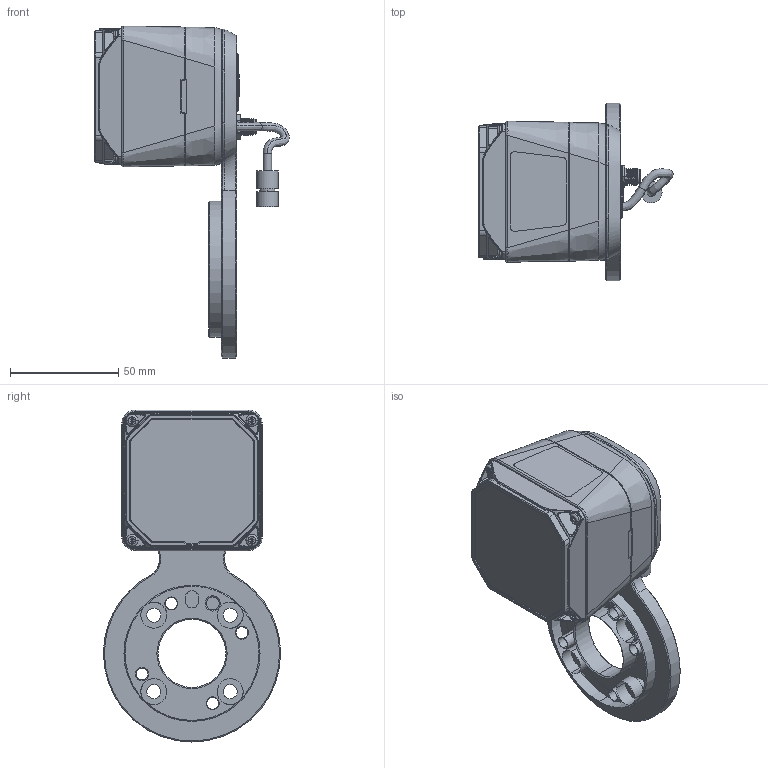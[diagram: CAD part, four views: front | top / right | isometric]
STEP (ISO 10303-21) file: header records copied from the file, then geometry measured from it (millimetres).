
FILE_DESCRIPTION((''),'2;1');
FILE_NAME('CRV-500-0001_ASM','2023-07-04T15:04:33',('Administrator'),(''),'CREO PARAMETRIC BY PTC INC, 2017260','CREO PARAMETRIC BY PTC INC, 2017260','');
FILE_SCHEMA(('CONFIG_CONTROL_DESIGN'));
Products named in the file (16): _202307040001; DE-13-000462_7; DE-12-000991_7; SC-PM3X7_5L4B-SUS_7; TOP_ASM_ASM_9_ASM; _II0001; 080104-03-002_ASM-1_OR00012_PRT; 080104-03-002_ASM-1_NU00004_PRT; 0; 080108-03-001_3D_1_ASM; 080108-03-001_3D_ASM; 0003_14_3_1; _202305170004_1_3_1; 0002_ASM; 0003; CRV-500-0001_ASM
Assembly tree (18 placements, depth 4):
  CRV-500-0001_ASM
    _202307040001
    TOP_ASM_ASM_9_ASM
      DE-13-000462_7
      DE-12-000991_7
      SC-PM3X7_5L4B-SUS_7  x4
    _II0001
    080108-03-001_3D_ASM
      080108-03-001_3D_1_ASM
        080104-03-002_ASM-1_OR00012_PRT
        080104-03-002_ASM-1_NU00004_PRT
        0
    0002_ASM
      0003_14_3_1
      _202305170004_1_3_1
    0003
Bounding box: 89.88 x 82 x 153.59 mm (x, y, z)
Volume: 249160.3 mm3; surface area: 69543.4 mm2
Topology: 14 solids, 35 shells, 1934 faces, 5068 edges, 3192 vertices
Faces by surface type: cylinder 700, plane 570, bspline 318, cone 188, torus 116, sphere 22, extrusion 20
Entity records: 97132 total; most frequent: CARTESIAN_POINT 56879, ORIENTED_EDGE 8820, DIRECTION 7503, EDGE_CURVE 4460, VERTEX_POINT 2844, AXIS2_PLACEMENT_3D 2777, VECTOR 1949, LINE 1929
